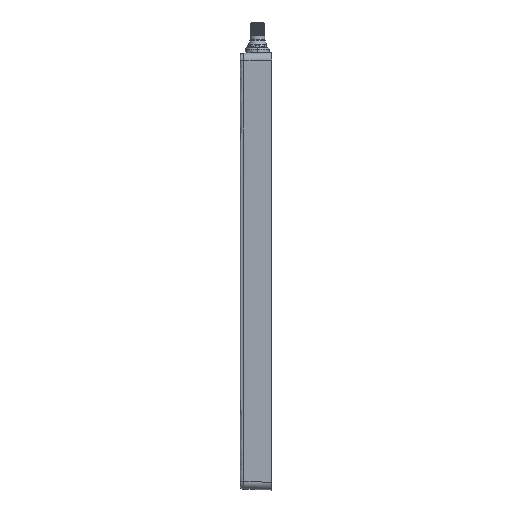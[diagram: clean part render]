
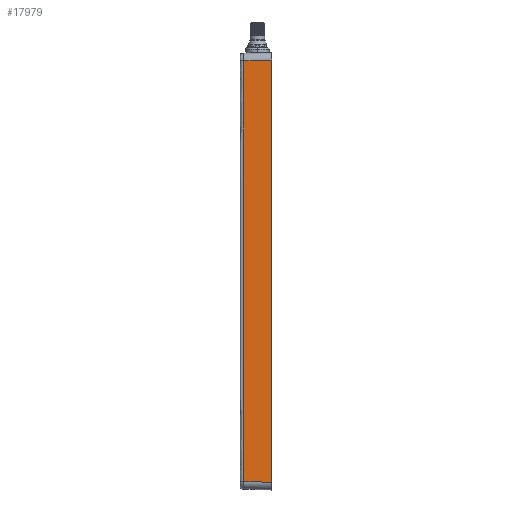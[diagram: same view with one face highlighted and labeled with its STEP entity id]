
A CAD part, left-side view. The second image highlights one B-rep face of the part: STEP entity #17979.
In plain terms, the highlighted planar face has unit normal (-1, 0.026, 0).
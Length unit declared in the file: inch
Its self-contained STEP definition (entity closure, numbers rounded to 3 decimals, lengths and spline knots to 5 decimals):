
#73=CARTESIAN_POINT('',(-3.54528,0.,-6.77075));
#87=DIRECTION('',(0.,0.,-1.));
#88=VECTOR('',#87,13.54151);
#89=CARTESIAN_POINT('',(-3.54528,0.,6.77075));
#90=LINE('',#89,#88);
#103=CARTESIAN_POINT('',(-3.54528,0.,6.77075));
#979=CARTESIAN_POINT('',(-3.52177,0.89773,6.74725));
#1462=DIRECTION('',(0.,0.,1.));
#1463=VECTOR('',#1462,13.49448);
#1464=CARTESIAN_POINT('',(-3.52178,0.89773,
-6.74723));
#1465=LINE('',#1464,#1463);
#1466=DIRECTION('',(-0.026,-0.999,0.026));
#1467=VECTOR('',#1466,0.89835);
#1468=CARTESIAN_POINT('',(-3.52177,0.89773,
6.74725));
#1469=LINE('',#1468,#1467);
#1470=DIRECTION('',(-0.026,-0.999,-0.026));
#1471=VECTOR('',#1470,0.89835);
#1472=CARTESIAN_POINT('',(-3.52178,0.89773,
-6.74723));
#1473=LINE('',#1472,#1471);
#15794=VERTEX_POINT('',#103);
#15795=VERTEX_POINT('',#73);
#15818=VERTEX_POINT('',#979);
#15821=CARTESIAN_POINT('',(-3.52178,0.89773,
-6.74723));
#15822=VERTEX_POINT('',#15821);
#17967=CARTESIAN_POINT('',(-3.54528,0.,-7.26566));
#17968=DIRECTION('',(-1.,0.026,0.));
#17969=DIRECTION('',(0.,0.,-1.));
#17970=AXIS2_PLACEMENT_3D('',#17967,#17968,#17969);
#17971=PLANE('',#17970);
#17973=ORIENTED_EDGE('',*,*,#17972,.T.);
#17974=ORIENTED_EDGE('',*,*,#17638,.T.);
#17975=ORIENTED_EDGE('',*,*,#17123,.T.);
#17976=ORIENTED_EDGE('',*,*,#17956,.F.);
#17977=EDGE_LOOP('',(#17973,#17974,#17975,#17976));
#17978=FACE_OUTER_BOUND('',#17977,.F.);
#17979=ADVANCED_FACE('',(#17978),#17971,.T.);
#17123=EDGE_CURVE('',#15794,#15795,#90,.T.);
#17638=EDGE_CURVE('',#15818,#15794,#1469,.T.);
#17956=EDGE_CURVE('',#15822,#15795,#1473,.T.);
#17972=EDGE_CURVE('',#15822,#15818,#1465,.T.);
